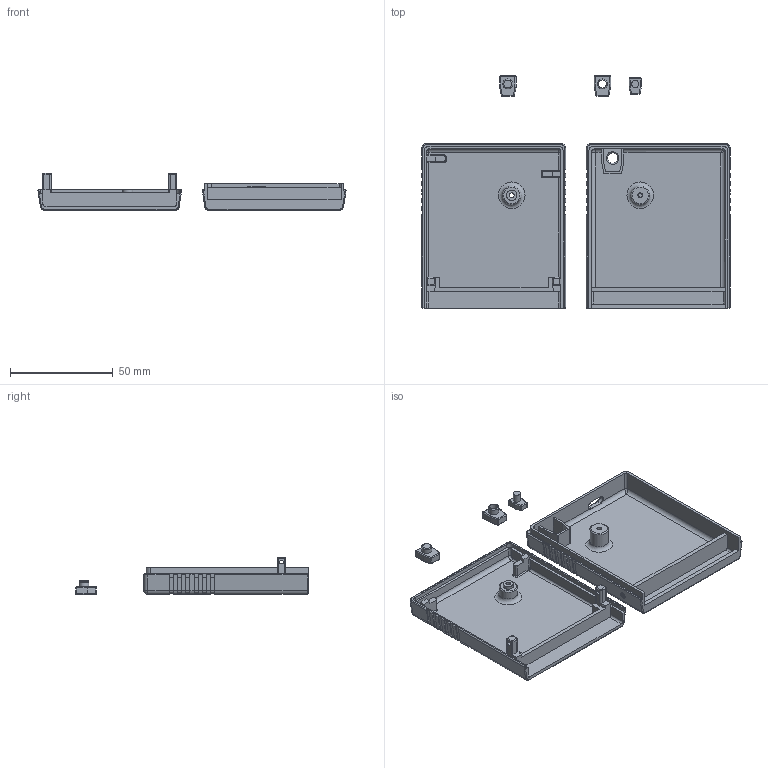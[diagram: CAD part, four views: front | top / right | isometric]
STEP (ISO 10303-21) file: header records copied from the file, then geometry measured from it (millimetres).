
FILE_DESCRIPTION(('HOOPS Exchange Step'),'2;1');
FILE_NAME('temp_export','2024-12-31T12:49:55+01:00',('mobile'),('Shapr3D Limited'),'HOOPS Exchange 2024.6','Shapr3D','Authorized');
FILE_SCHEMA( ('AP242_MANAGED_MODEL_BASED_3D_ENGINEERING_MIM_LF {1 0 10303 442 1 1 4 }') );
Length unit declared in the file: millimetre
Products named in the file (1): root
Bounding box: 149.84 x 113 x 18.25 mm (x, y, z)
Volume: 33219.2 mm3; surface area: 36596.1 mm2
Topology: 5 solids, 5 shells, 561 faces, 1468 edges, 883 vertices
Faces by surface type: plane 246, cylinder 224, sphere 45, torus 33, bspline 12, cone 1
Full cylindrical faces by diameter (mm): 1.8 x3, 2.1 x2, 2.3 x2, 3 x2, 3.25 x1, 3.45 x1, 3.92 x1, 4.85 x2, 5 x1, 5.1 x1, 9 x2
Entity records: 17679 total; most frequent: CARTESIAN_POINT 3719, DIRECTION 3077, ORIENTED_EDGE 2846, EDGE_CURVE 1423, AXIS2_PLACEMENT_3D 1115, VERTEX_POINT 883, VECTOR 847, LINE 847
